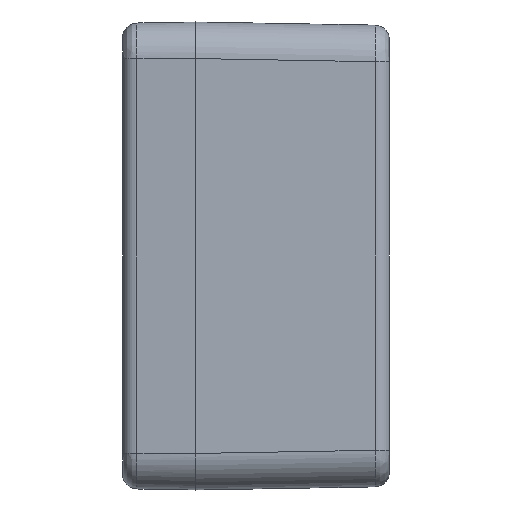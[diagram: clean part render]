
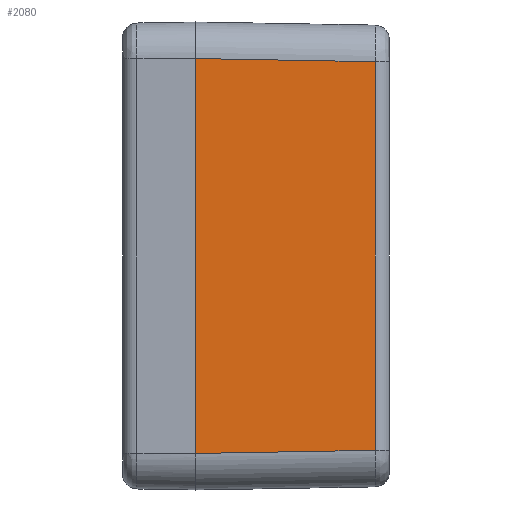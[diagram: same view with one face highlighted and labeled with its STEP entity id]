
A CAD part, left-side view. The second image highlights one B-rep face of the part: STEP entity #2080.
In plain terms, the highlighted planar face has unit normal (-1, -0.018, 0).
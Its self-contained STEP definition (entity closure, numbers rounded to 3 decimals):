
#2006 = EDGE_CURVE ( 'NONE', #2007, #2008, #6434, .T. ) ;
#2007 = VERTEX_POINT ( 'NONE', #6430 ) ;
#2008 = VERTEX_POINT ( 'NONE', #6429 ) ;
#2063 = ORIENTED_EDGE ( 'NONE', *, *, #2006, .F. ) ;
#2080 = ADVANCED_FACE ( 'NONE', ( #6531 ), #6530, .T. ) ;
#2081 = EDGE_LOOP ( 'NONE', ( #2082, #2085, #2088, #2063 ) ) ;
#2082 = ORIENTED_EDGE ( 'NONE', *, *, #2083, .T. ) ;
#2083 = EDGE_CURVE ( 'NONE', #2007, #2084, #6588, .T. ) ;
#2084 = VERTEX_POINT ( 'NONE', #6584 ) ;
#2085 = ORIENTED_EDGE ( 'NONE', *, *, #2086, .T. ) ;
#2086 = EDGE_CURVE ( 'NONE', #2084, #2087, #6583, .T. ) ;
#2087 = VERTEX_POINT ( 'NONE', #6579 ) ;
#2088 = ORIENTED_EDGE ( 'NONE', *, *, #2089, .T. ) ;
#2089 = EDGE_CURVE ( 'NONE', #2087, #2008, #6578, .T. ) ;
#6429 = CARTESIAN_POINT ( 'NONE',  ( -75., 26.5, 27.001 ) ) ;
#6430 = CARTESIAN_POINT ( 'NONE',  ( -75., 26.5, -27.001 ) ) ;
#6431 = DIRECTION ( 'NONE',  ( 0., 0., 1. ) ) ;
#6432 = VECTOR ( 'NONE', #6431, 1000. ) ;
#6433 = CARTESIAN_POINT ( 'NONE',  ( -75., 26.5, -32. ) ) ;
#6434 = LINE ( 'NONE', #6433, #6432 ) ;
#6527 = DIRECTION ( 'NONE',  ( -1., -0.017, 0. ) ) ;
#6528 = CARTESIAN_POINT ( 'NONE',  ( -75., 26.5, -32. ) ) ;
#6529 = AXIS2_PLACEMENT_3D ( 'NONE', #6528, #6527, #6589 ) ;
#6530 = PLANE ( 'NONE',  #6529 ) ;
#6531 = FACE_OUTER_BOUND ( 'NONE', #2081, .T. ) ;
#6575 = DIRECTION ( 'NONE',  ( -0.017, 1., 0.017 ) ) ;
#6576 = VECTOR ( 'NONE', #6575, 1000. ) ;
#6577 = CARTESIAN_POINT ( 'NONE',  ( -74.982, 25.471, 26.983 ) ) ;
#6578 = LINE ( 'NONE', #6577, #6576 ) ;
#6579 = CARTESIAN_POINT ( 'NONE',  ( -74.572, 1.965, 26.573 ) ) ;
#6580 = DIRECTION ( 'NONE',  ( 0., 0., 1. ) ) ;
#6581 = VECTOR ( 'NONE', #6580, 1000. ) ;
#6582 = CARTESIAN_POINT ( 'NONE',  ( -74.572, 1.965, -32. ) ) ;
#6583 = LINE ( 'NONE', #6582, #6581 ) ;
#6584 = CARTESIAN_POINT ( 'NONE',  ( -74.572, 1.965, -26.573 ) ) ;
#6585 = DIRECTION ( 'NONE',  ( 0.017, -1., 0.017 ) ) ;
#6586 = VECTOR ( 'NONE', #6585, 1000. ) ;
#6587 = CARTESIAN_POINT ( 'NONE',  ( -75.002, 26.587, -27.002 ) ) ;
#6588 = LINE ( 'NONE', #6587, #6586 ) ;
#6589 = DIRECTION ( 'NONE',  ( 0.017, -1., 0. ) ) ;
